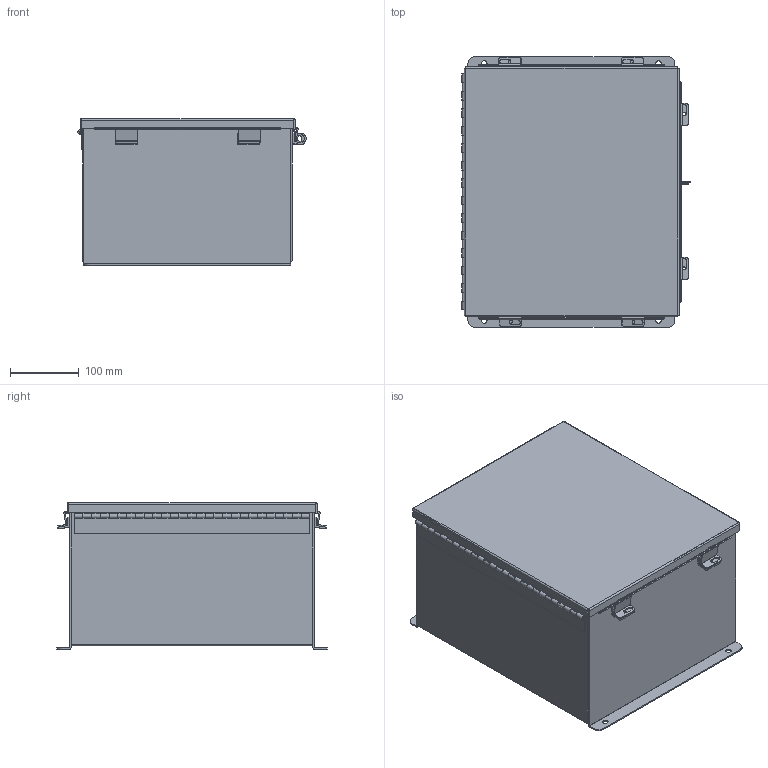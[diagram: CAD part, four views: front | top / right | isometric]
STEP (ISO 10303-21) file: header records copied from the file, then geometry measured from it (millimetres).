
FILE_DESCRIPTION (( 'STEP AP203' ), '1' );
FILE_NAME ('N141208CHNFSS6WP.STEP', '2014-03-04T22:13:17', ( 'changeme' ), ( 'Microsoft' ), 'SwSTEP 2.0', 'SolidWorks 2013', '' );
FILE_SCHEMA (( 'CONFIG_CONTROL_DESIGN' ));
Length unit declared in the file: inch
Products named in the file (15): N141208CHNFSS6WP HW-CD-S-25020-034; N141208CHNFSS6WP JIC Clamp Bracket; N141208CHNFSS6WP JIC_Standoff; N141208CHNFSS6WP; N141208CHNFSS6WP JIC_Cover_Template; N141208CHNFSS6WP JIC Cover Clamp; HW-CLH-JH-20154; N141208CHNFSS6WP JIC Enclosure Template; N141208CHNFSS6WP JIC Bottom; N141208CHNFSS6WP Hinge Body Side; N141208CHNFSS6WP JIC Backpanel; N141208CHNFSS6WP Hinge Cover Side JIC; N141208CHNFSS6WP JIC Top; HW-CLH-JH-20104; N141208CHNFSS6WP _JIC Hinge
Assembly tree (28 placements, depth 3):
  N141208CHNFSS6WP
    N141208CHNFSS6WP JIC Enclosure Template
    N141208CHNFSS6WP _JIC Hinge
      N141208CHNFSS6WP Hinge Body Side
      N141208CHNFSS6WP Hinge Cover Side JIC
    N141208CHNFSS6WP JIC_Cover_Template
    N141208CHNFSS6WP JIC_Standoff  x4
    N141208CHNFSS6WP JIC Backpanel
    N141208CHNFSS6WP JIC Clamp Bracket  x6
    N141208CHNFSS6WP JIC Cover Clamp  x6
    N141208CHNFSS6WP JIC Top
    N141208CHNFSS6WP JIC Bottom
    N141208CHNFSS6WP HW-CD-S-25020-034  x2
    HW-CLH-JH-20154
    HW-CLH-JH-20104
Bounding box: 332.02 x 393.08 x 213.1 mm (x, y, z)
Volume: 1231032.2 mm3; surface area: 1318921 mm2
Topology: 27 solids, 27 shells, 830 faces, 1959 edges, 1189 vertices
Faces by surface type: plane 519, cylinder 291, bspline 8, torus 8, cone 4
Entity records: 18935 total; most frequent: CARTESIAN_POINT 3262, DIRECTION 2964, ORIENTED_EDGE 2778, EDGE_CURVE 1389, AXIS2_PLACEMENT_3D 1001, VECTOR 962, LINE 962, VERTEX_POINT 851
